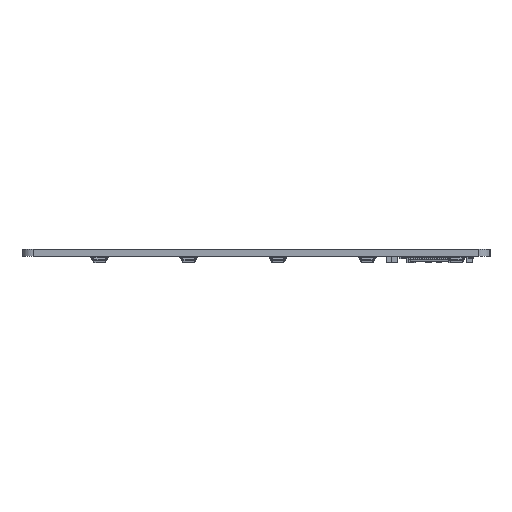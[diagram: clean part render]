
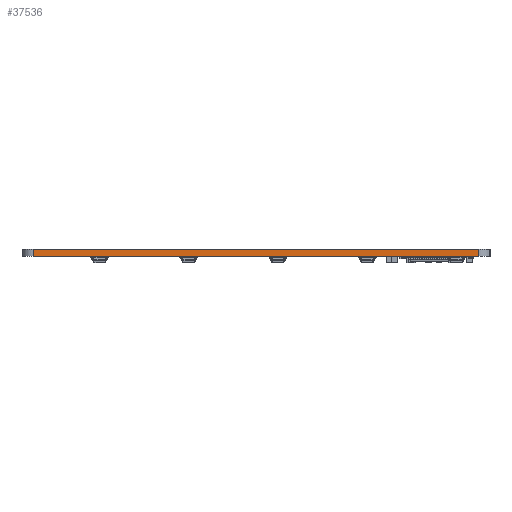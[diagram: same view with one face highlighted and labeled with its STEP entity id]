
A CAD part, left-side view. The second image highlights one B-rep face of the part: STEP entity #37536.
In plain terms, the highlighted planar face has unit normal (-1, 0, 0).
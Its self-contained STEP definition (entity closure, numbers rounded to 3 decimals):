
#29267 = VERTEX_POINT('',#29268);
#29268 = CARTESIAN_POINT('',(65.881,-63.5,0.));
#29275 = EDGE_CURVE('',#29276,#29267,#29278,.T.);
#29276 = VERTEX_POINT('',#29277);
#29277 = CARTESIAN_POINT('',(65.881,-158.75,0.));
#29278 = LINE('',#29279,#29280);
#29279 = CARTESIAN_POINT('',(65.881,-158.75,0.));
#29280 = VECTOR('',#29281,1.);
#29281 = DIRECTION('',(0.,1.,0.));
#33349 = VERTEX_POINT('',#33350);
#33350 = CARTESIAN_POINT('',(65.881,-63.5,1.51));
#33357 = EDGE_CURVE('',#33358,#33349,#33360,.T.);
#33358 = VERTEX_POINT('',#33359);
#33359 = CARTESIAN_POINT('',(65.881,-158.75,1.51));
#33360 = LINE('',#33361,#33362);
#33361 = CARTESIAN_POINT('',(65.881,-158.75,1.51));
#33362 = VECTOR('',#33363,1.);
#33363 = DIRECTION('',(0.,1.,0.));
#37506 = EDGE_CURVE('',#29267,#33349,#37507,.T.);
#37507 = LINE('',#37508,#37509);
#37508 = CARTESIAN_POINT('',(65.881,-63.5,0.));
#37509 = VECTOR('',#37510,1.);
#37510 = DIRECTION('',(0.,0.,1.));
#37536 = ADVANCED_FACE('',(#37537),#37548,.T.);
#37537 = FACE_BOUND('',#37538,.T.);
#37538 = EDGE_LOOP('',(#37539,#37545,#37546,#37547));
#37539 = ORIENTED_EDGE('',*,*,#37540,.T.);
#37540 = EDGE_CURVE('',#29276,#33358,#37541,.T.);
#37541 = LINE('',#37542,#37543);
#37542 = CARTESIAN_POINT('',(65.881,-158.75,0.));
#37543 = VECTOR('',#37544,1.);
#37544 = DIRECTION('',(0.,0.,1.));
#37545 = ORIENTED_EDGE('',*,*,#33357,.T.);
#37546 = ORIENTED_EDGE('',*,*,#37506,.F.);
#37547 = ORIENTED_EDGE('',*,*,#29275,.F.);
#37548 = PLANE('',#37549);
#37549 = AXIS2_PLACEMENT_3D('',#37550,#37551,#37552);
#37550 = CARTESIAN_POINT('',(65.881,-158.75,0.));
#37551 = DIRECTION('',(-1.,0.,0.));
#37552 = DIRECTION('',(0.,1.,0.));
